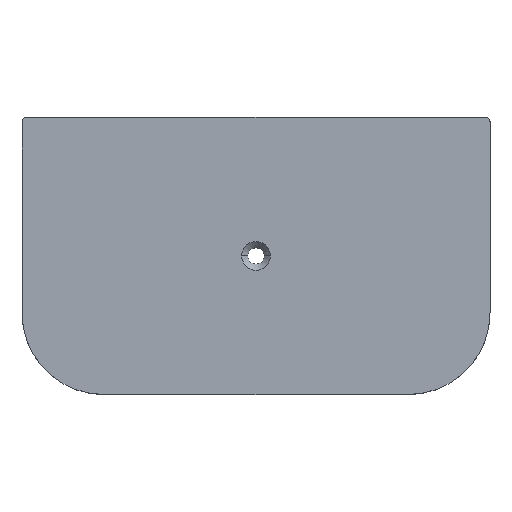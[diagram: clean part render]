
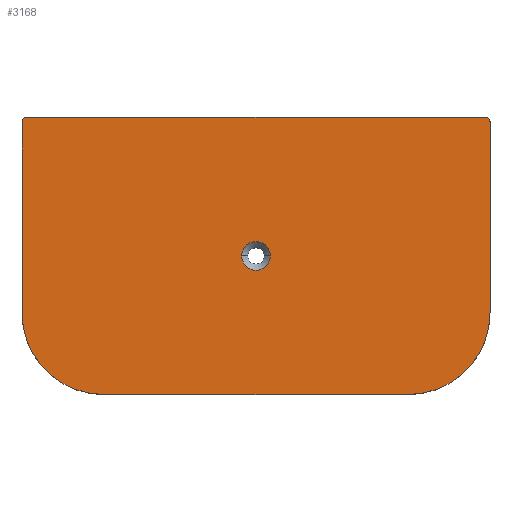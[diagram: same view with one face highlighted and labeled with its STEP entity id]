
A CAD part, top view. The second image highlights one B-rep face of the part: STEP entity #3168.
In plain terms, the highlighted planar face has unit normal (0, 0, 1).
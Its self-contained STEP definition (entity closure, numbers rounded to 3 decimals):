
#447 = CARTESIAN_POINT ( 'NONE',  ( 50.5, 30.5, 20. ) ) ;
#450 = LINE ( 'NONE', #468, #522 ) ;
#468 = CARTESIAN_POINT ( 'NONE',  ( 51.5, -12.5, 20. ) ) ;
#470 = DIRECTION ( 'NONE',  ( 0., 1., 0. ) ) ;
#473 = LINE ( 'NONE', #474, #517 ) ;
#474 = CARTESIAN_POINT ( 'NONE',  ( -51.5, 30.5, 20. ) ) ;
#475 = DIRECTION ( 'NONE',  ( -1., 0., 0. ) ) ;
#503 = AXIS2_PLACEMENT_3D ( 'NONE', #2330, #2331, #2332 ) ;
#517 = VECTOR ( 'NONE', #475, 1000. ) ;
#522 = VECTOR ( 'NONE', #470, 1000. ) ;
#532 = VECTOR ( 'NONE', #2313, 1000. ) ;
#535 = CIRCLE ( 'NONE', #538, 18. ) ;
#536 = VECTOR ( 'NONE', #2329, 1000. ) ;
#538 = AXIS2_PLACEMENT_3D ( 'NONE', #2324, #2325, #2326 ) ;
#540 = CIRCLE ( 'NONE', #503, 18. ) ;
#560 = CARTESIAN_POINT ( 'NONE',  ( -3.15, 0., 20. ) ) ;
#572 = CARTESIAN_POINT ( 'NONE',  ( 3.15, 0., 20. ) ) ;
#891 = VERTEX_POINT ( 'NONE', #3335 ) ;
#908 = EDGE_LOOP ( 'NONE', ( #3313, #3306, #3324, #3305, #3304, #3303, #3302, #3301 ) ) ;
#978 = VERTEX_POINT ( 'NONE', #560 ) ;
#982 = VERTEX_POINT ( 'NONE', #572 ) ;
#1308 = EDGE_LOOP ( 'NONE', ( #3309, #3310 ) ) ;
#1370 = VERTEX_POINT ( 'NONE', #447 ) ;
#1449 = EDGE_CURVE ( 'NONE', #891, #1476, #450, .T. ) ;
#1451 = EDGE_CURVE ( 'NONE', #1370, #1477, #473, .T. ) ;
#1459 = EDGE_CURVE ( 'NONE', #1483, #1481, #2311, .T. ) ;
#1463 = EDGE_CURVE ( 'NONE', #1481, #1484, #535, .T. ) ;
#1465 = EDGE_CURVE ( 'NONE', #1484, #1485, #2323, .T. ) ;
#1466 = EDGE_CURVE ( 'NONE', #1485, #891, #540, .T. ) ;
#1467 = EDGE_CURVE ( 'NONE', #982, #978, #2426, .T. ) ;
#1468 = EDGE_CURVE ( 'NONE', #1476, #1370, #2429, .T. ) ;
#1469 = EDGE_CURVE ( 'NONE', #1477, #1483, #2428, .T. ) ;
#1476 = VERTEX_POINT ( 'NONE', #2346 ) ;
#1477 = VERTEX_POINT ( 'NONE', #2360 ) ;
#1481 = VERTEX_POINT ( 'NONE', #2363 ) ;
#1483 = VERTEX_POINT ( 'NONE', #2341 ) ;
#1484 = VERTEX_POINT ( 'NONE', #2368 ) ;
#1485 = VERTEX_POINT ( 'NONE', #2369 ) ;
#1817 = FACE_OUTER_BOUND ( 'NONE', #908, .T. ) ;
#1819 = DIRECTION ( 'NONE',  ( 0., 0., -1. ) ) ;
#1822 = CARTESIAN_POINT ( 'NONE',  ( -33.5, -12.5, 20. ) ) ;
#1823 = FACE_BOUND ( 'NONE', #1308, .T. ) ;
#1825 = PLANE ( 'NONE',  #1944 ) ;
#1827 = DIRECTION ( 'NONE',  ( -1., 0., 0. ) ) ;
#1944 = AXIS2_PLACEMENT_3D ( 'NONE', #1822, #1819, #1827 ) ;
#2028 = CIRCLE ( 'NONE', #2034, 3.15 ) ;
#2034 = AXIS2_PLACEMENT_3D ( 'NONE', #2200, #2201, #2202 ) ;
#2200 = CARTESIAN_POINT ( 'NONE',  ( 0., 0., 20. ) ) ;
#2201 = DIRECTION ( 'NONE',  ( 0., 0., 1. ) ) ;
#2202 = DIRECTION ( 'NONE',  ( 1., 0., 0. ) ) ;
#2311 = LINE ( 'NONE', #2312, #532 ) ;
#2312 = CARTESIAN_POINT ( 'NONE',  ( -51.5, -12.5, 20. ) ) ;
#2313 = DIRECTION ( 'NONE',  ( 0., -1., 0. ) ) ;
#2323 = LINE ( 'NONE', #2328, #536 ) ;
#2324 = CARTESIAN_POINT ( 'NONE',  ( -33.5, -12.5, 20. ) ) ;
#2325 = DIRECTION ( 'NONE',  ( 0., 0., 1. ) ) ;
#2326 = DIRECTION ( 'NONE',  ( -1., 0., 0. ) ) ;
#2328 = CARTESIAN_POINT ( 'NONE',  ( -33.5, -30.5, 20. ) ) ;
#2329 = DIRECTION ( 'NONE',  ( 1., 0., 0. ) ) ;
#2330 = CARTESIAN_POINT ( 'NONE',  ( 33.5, -12.5, 20. ) ) ;
#2331 = DIRECTION ( 'NONE',  ( 0., 0., 1. ) ) ;
#2332 = DIRECTION ( 'NONE',  ( 1., 0., 0. ) ) ;
#2333 = CARTESIAN_POINT ( 'NONE',  ( 0., 0., 20. ) ) ;
#2334 = DIRECTION ( 'NONE',  ( 0., 0., 1. ) ) ;
#2335 = DIRECTION ( 'NONE',  ( 1., 0., 0. ) ) ;
#2338 = CARTESIAN_POINT ( 'NONE',  ( 50.5, 29.5, 20. ) ) ;
#2339 = DIRECTION ( 'NONE',  ( 0., 0., 1. ) ) ;
#2340 = DIRECTION ( 'NONE',  ( -1., 0., 0. ) ) ;
#2341 = CARTESIAN_POINT ( 'NONE',  ( -51.5, 29.5, 20. ) ) ;
#2343 = CARTESIAN_POINT ( 'NONE',  ( -50.5, 29.5, 20. ) ) ;
#2344 = DIRECTION ( 'NONE',  ( 0., 0., 1. ) ) ;
#2345 = DIRECTION ( 'NONE',  ( -1., 0., 0. ) ) ;
#2346 = CARTESIAN_POINT ( 'NONE',  ( 51.5, 29.5, 20. ) ) ;
#2360 = CARTESIAN_POINT ( 'NONE',  ( -50.5, 30.5, 20. ) ) ;
#2363 = CARTESIAN_POINT ( 'NONE',  ( -51.5, -12.5, 20. ) ) ;
#2368 = CARTESIAN_POINT ( 'NONE',  ( -33.5, -30.5, 20. ) ) ;
#2369 = CARTESIAN_POINT ( 'NONE',  ( 33.5, -30.5, 20. ) ) ;
#2426 = CIRCLE ( 'NONE', #2427, 3.15 ) ;
#2427 = AXIS2_PLACEMENT_3D ( 'NONE', #2333, #2334, #2335 ) ;
#2428 = CIRCLE ( 'NONE', #2432, 1. ) ;
#2429 = CIRCLE ( 'NONE', #2430, 1. ) ;
#2430 = AXIS2_PLACEMENT_3D ( 'NONE', #2338, #2339, #2340 ) ;
#2432 = AXIS2_PLACEMENT_3D ( 'NONE', #2343, #2344, #2345 ) ;
#3168 = ADVANCED_FACE ( 'NONE', ( #1823, #1817 ), #1825, .F. ) ;
#3235 = EDGE_CURVE ( 'NONE', #978, #982, #2028, .T. ) ;
#3301 = ORIENTED_EDGE ( 'NONE', *, *, #1466, .T. ) ;
#3302 = ORIENTED_EDGE ( 'NONE', *, *, #1465, .T. ) ;
#3303 = ORIENTED_EDGE ( 'NONE', *, *, #1463, .T. ) ;
#3304 = ORIENTED_EDGE ( 'NONE', *, *, #1459, .T. ) ;
#3305 = ORIENTED_EDGE ( 'NONE', *, *, #1469, .T. ) ;
#3306 = ORIENTED_EDGE ( 'NONE', *, *, #1468, .T. ) ;
#3309 = ORIENTED_EDGE ( 'NONE', *, *, #1467, .F. ) ;
#3310 = ORIENTED_EDGE ( 'NONE', *, *, #3235, .F. ) ;
#3313 = ORIENTED_EDGE ( 'NONE', *, *, #1449, .T. ) ;
#3324 = ORIENTED_EDGE ( 'NONE', *, *, #1451, .T. ) ;
#3335 = CARTESIAN_POINT ( 'NONE',  ( 51.5, -12.5, 20. ) ) ;
